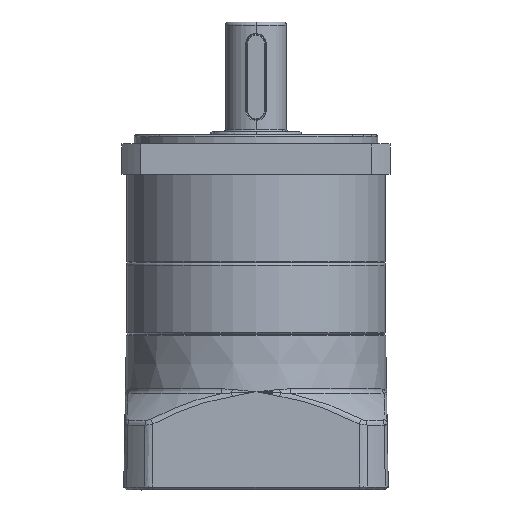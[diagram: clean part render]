
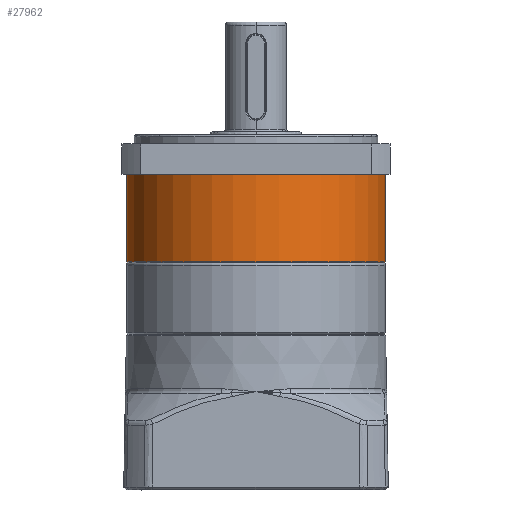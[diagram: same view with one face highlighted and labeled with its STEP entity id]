
A CAD part, front view. The second image highlights one B-rep face of the part: STEP entity #27962.
In plain terms, the highlighted cylindrical face has radius 42.5 mm (diameter 85 mm), a partial arc.
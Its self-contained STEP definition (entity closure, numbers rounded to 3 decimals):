
#805 = DIRECTION ( 'NONE',  ( -1., 0., 0. ) ) ;
#860 = DIRECTION ( 'NONE',  ( 0., 0., -1. ) ) ;
#911 = CARTESIAN_POINT ( 'NONE',  ( 0., 0., 31.5 ) ) ;
#1163 = VERTEX_POINT ( 'NONE', #29205 ) ;
#2487 = VECTOR ( 'NONE', #48996, 1000. ) ;
#3324 = DIRECTION ( 'NONE',  ( -1., 0., 0. ) ) ;
#3425 = DIRECTION ( 'NONE',  ( 0., 0., 1. ) ) ;
#3475 = CARTESIAN_POINT ( 'NONE',  ( 0., 0., 2.9 ) ) ;
#5130 = VERTEX_POINT ( 'NONE', #26801 ) ;
#6456 = DIRECTION ( 'NONE',  ( 0., 0., -1. ) ) ;
#7597 = VERTEX_POINT ( 'NONE', #45238 ) ;
#7762 = DIRECTION ( 'NONE',  ( -1., 0., 0. ) ) ;
#7818 = DIRECTION ( 'NONE',  ( 0., 0., 1. ) ) ;
#7926 = CARTESIAN_POINT ( 'NONE',  ( 0., 0., 2.9 ) ) ;
#8009 = AXIS2_PLACEMENT_3D ( 'NONE', #7926, #7818, #7762 ) ;
#8274 = EDGE_CURVE ( 'NONE', #7597, #13667, #10412, .T. ) ;
#10412 = CIRCLE ( 'NONE', #8009, 42.5 ) ;
#10491 = EDGE_CURVE ( 'NONE', #13667, #12494, #22270, .T. ) ;
#11940 = EDGE_CURVE ( 'NONE', #1163, #7597, #23980, .T. ) ;
#12494 = VERTEX_POINT ( 'NONE', #17009 ) ;
#13667 = VERTEX_POINT ( 'NONE', #45222 ) ;
#16435 = CARTESIAN_POINT ( 'NONE',  ( 42.5, 0., 31.5 ) ) ;
#17009 = CARTESIAN_POINT ( 'NONE',  ( 42.5, 0., 2.9 ) ) ;
#18388 = EDGE_CURVE ( 'NONE', #5130, #1163, #29201, .T. ) ;
#19881 = ORIENTED_EDGE ( 'NONE', *, *, #8274, .T. ) ;
#20283 = DIRECTION ( 'NONE',  ( 0., 0., -1. ) ) ;
#20334 = AXIS2_PLACEMENT_3D ( 'NONE', #3475, #3425, #3324 ) ;
#21940 = LINE ( 'NONE', #16435, #30829 ) ;
#22270 = CIRCLE ( 'NONE', #20334, 42.5 ) ;
#23824 = ORIENTED_EDGE ( 'NONE', *, *, #18388, .T. ) ;
#23980 = LINE ( 'NONE', #48850, #2487 ) ;
#24662 = EDGE_LOOP ( 'NONE', ( #37117, #23824, #42460, #19881, #26740 ) ) ;
#25700 = DIRECTION ( 'NONE',  ( -1., 0., 0. ) ) ;
#26740 = ORIENTED_EDGE ( 'NONE', *, *, #10491, .T. ) ;
#26801 = CARTESIAN_POINT ( 'NONE',  ( 42.5, 0., 31.5 ) ) ;
#27962 = ADVANCED_FACE ( 'NONE', ( #31789 ), #40623, .T. ) ;
#29201 = CIRCLE ( 'NONE', #47399, 42.5 ) ;
#29205 = CARTESIAN_POINT ( 'NONE',  ( -42.5, 0., 31.5 ) ) ;
#30155 = AXIS2_PLACEMENT_3D ( 'NONE', #40717, #6456, #25700 ) ;
#30829 = VECTOR ( 'NONE', #20283, 1000. ) ;
#31789 = FACE_OUTER_BOUND ( 'NONE', #24662, .T. ) ;
#37117 = ORIENTED_EDGE ( 'NONE', *, *, #37549, .F. ) ;
#37549 = EDGE_CURVE ( 'NONE', #5130, #12494, #21940, .T. ) ;
#40623 = CYLINDRICAL_SURFACE ( 'NONE', #30155, 42.5 ) ;
#40717 = CARTESIAN_POINT ( 'NONE',  ( 0., 0., 31.5 ) ) ;
#42460 = ORIENTED_EDGE ( 'NONE', *, *, #11940, .T. ) ;
#45222 = CARTESIAN_POINT ( 'NONE',  ( 0., -42.5, 2.9 ) ) ;
#45238 = CARTESIAN_POINT ( 'NONE',  ( -42.5, 0., 2.9 ) ) ;
#47399 = AXIS2_PLACEMENT_3D ( 'NONE', #911, #860, #805 ) ;
#48850 = CARTESIAN_POINT ( 'NONE',  ( -42.5, 0., 31.5 ) ) ;
#48996 = DIRECTION ( 'NONE',  ( 0., 0., -1. ) ) ;
